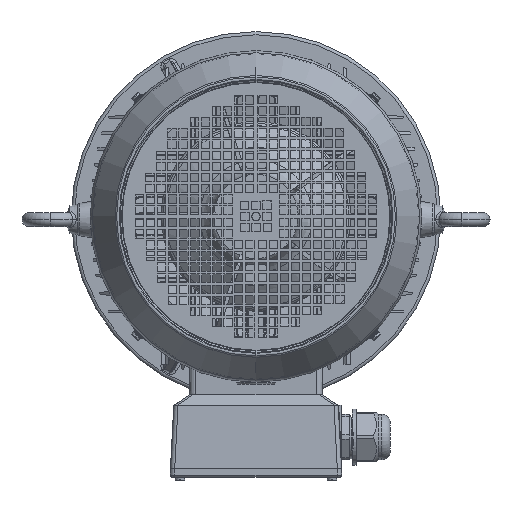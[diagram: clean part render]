
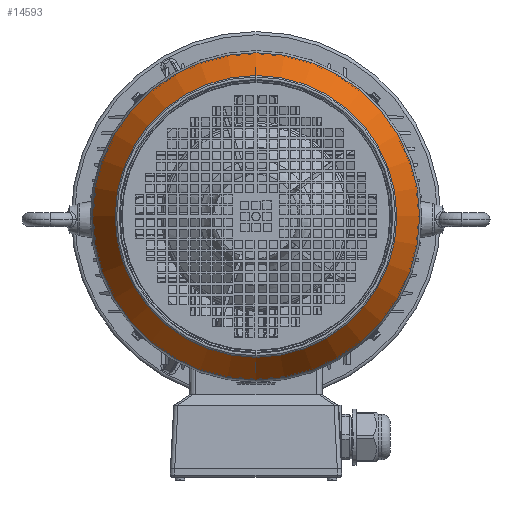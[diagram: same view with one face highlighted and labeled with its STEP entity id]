
A CAD part, left-side view. The second image highlights one B-rep face of the part: STEP entity #14593.
In plain terms, the highlighted conical face has half-angle 30 degrees and reference radius 144.197 mm.
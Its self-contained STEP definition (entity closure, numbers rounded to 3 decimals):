
#3813=CONICAL_SURFACE('',#88166,144.197,30.);
#7467=CIRCLE('',#88159,154.99);
#7470=CIRCLE('',#88164,133.405);
#7471=CIRCLE('',#88165,133.405);
#14593=ADVANCED_FACE('',(#19417,#19418),#3813,.T.);
#19417=FACE_BOUND('',#23614,.T.);
#19418=FACE_BOUND('',#23615,.T.);
#23614=EDGE_LOOP('',(#54924));
#23615=EDGE_LOOP('',(#54925,#54926));
#54924=ORIENTED_EDGE('',*,*,#78257,.F.);
#54925=ORIENTED_EDGE('',*,*,#78260,.T.);
#54926=ORIENTED_EDGE('',*,*,#78261,.T.);
#68330=VERTEX_POINT('',#148124);
#68333=VERTEX_POINT('',#148132);
#68334=VERTEX_POINT('',#148133);
#78257=EDGE_CURVE('',#68330,#68330,#7467,.T.);
#78260=EDGE_CURVE('',#68333,#68334,#7470,.T.);
#78261=EDGE_CURVE('',#68334,#68333,#7471,.T.);
#88159=AXIS2_PLACEMENT_3D('',#148123,#102952,#102953);
#88164=AXIS2_PLACEMENT_3D('',#148131,#102962,#102963);
#88165=AXIS2_PLACEMENT_3D('',#148134,#102964,#102965);
#88166=AXIS2_PLACEMENT_3D('',#148135,#102966,#102967);
#102952=DIRECTION('',(1.,0.,0.));
#102953=DIRECTION('',(0.,0.,-1.));
#102962=DIRECTION('',(1.,0.,0.));
#102963=DIRECTION('',(0.,0.,-1.));
#102964=DIRECTION('',(1.,0.,0.));
#102965=DIRECTION('',(0.,0.,-1.));
#102966=DIRECTION('',(1.,0.,0.));
#102967=DIRECTION('',(0.,0.,1.));
#148123=CARTESIAN_POINT('',(-155.046,166.457,-166.457));
#148124=CARTESIAN_POINT('',(-155.046,166.457,-321.448));
#148131=CARTESIAN_POINT('',(-192.433,166.457,-166.457));
#148132=CARTESIAN_POINT('',(-192.433,166.457,-299.862));
#148133=CARTESIAN_POINT('',(-192.433,166.457,-33.053));
#148134=CARTESIAN_POINT('',(-192.433,166.457,-166.457));
#148135=CARTESIAN_POINT('',(-173.739,166.457,-166.457));
